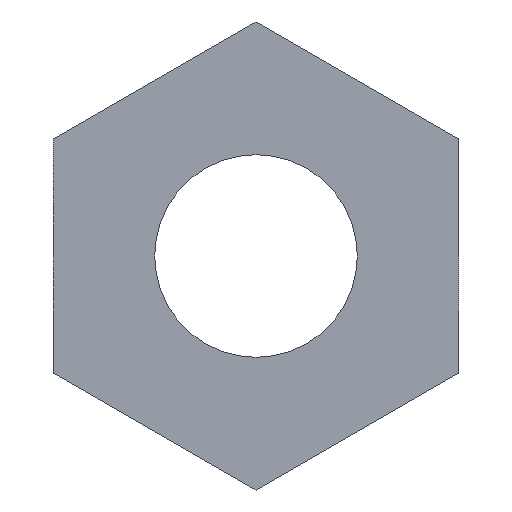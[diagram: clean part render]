
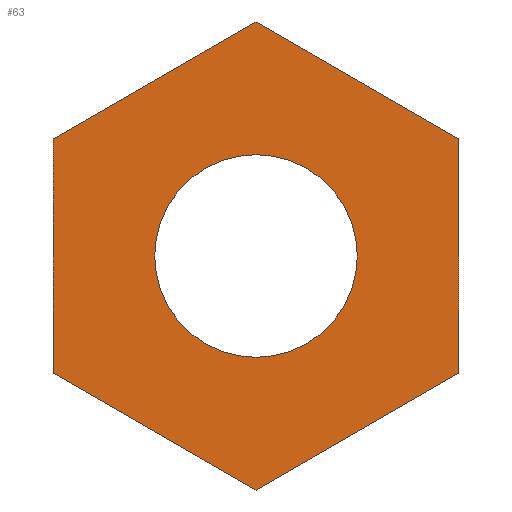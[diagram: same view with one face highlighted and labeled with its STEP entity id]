
A CAD part, front view. The second image highlights one B-rep face of the part: STEP entity #63.
In plain terms, the highlighted planar face has unit normal (0, -1, 0).
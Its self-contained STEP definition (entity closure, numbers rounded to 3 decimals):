
#1 = VERTEX_POINT ( 'NONE', #257 ) ;
#4 = LINE ( 'NONE', #6, #256 ) ;
#5 = LINE ( 'NONE', #322, #83 ) ;
#6 = CARTESIAN_POINT ( 'NONE',  ( -2., 0., 1.155 ) ) ;
#7 = EDGE_CURVE ( 'NONE', #137, #91, #261, .T. ) ;
#17 = LINE ( 'NONE', #301, #284 ) ;
#21 = VECTOR ( 'NONE', #103, 1000. ) ;
#22 = CARTESIAN_POINT ( 'NONE',  ( 2., 0., -1.155 ) ) ;
#23 = VECTOR ( 'NONE', #199, 1000. ) ;
#25 = EDGE_CURVE ( 'NONE', #302, #137, #125, .T. ) ;
#26 = DIRECTION ( 'NONE',  ( -0.866, 0., -0.5 ) ) ;
#30 = EDGE_CURVE ( 'NONE', #276, #77, #212, .T. ) ;
#50 = DIRECTION ( 'NONE',  ( 0., 0., 1. ) ) ;
#63 = ADVANCED_FACE ( 'NONE', ( #312, #287 ), #342, .F. ) ;
#67 = ORIENTED_EDGE ( 'NONE', *, *, #161, .T. ) ;
#77 = VERTEX_POINT ( 'NONE', #237 ) ;
#83 = VECTOR ( 'NONE', #271, 1000. ) ;
#84 = LINE ( 'NONE', #185, #21 ) ;
#87 = CARTESIAN_POINT ( 'NONE',  ( -2., 0., 1.155 ) ) ;
#88 = EDGE_CURVE ( 'NONE', #304, #148, #4, .T. ) ;
#90 = DIRECTION ( 'NONE',  ( 0., 0., 1. ) ) ;
#91 = VERTEX_POINT ( 'NONE', #105 ) ;
#95 = CARTESIAN_POINT ( 'NONE',  ( 2., 0., 1.155 ) ) ;
#99 = ORIENTED_EDGE ( 'NONE', *, *, #269, .F. ) ;
#103 = DIRECTION ( 'NONE',  ( 0.866, 0., -0.5 ) ) ;
#105 = CARTESIAN_POINT ( 'NONE',  ( 0., 0., -2.309 ) ) ;
#106 = DIRECTION ( 'NONE',  ( 0.866, 0., 0.5 ) ) ;
#108 = CARTESIAN_POINT ( 'NONE',  ( 0., 0., 1. ) ) ;
#112 = CIRCLE ( 'NONE', #294, 1. ) ;
#118 = ORIENTED_EDGE ( 'NONE', *, *, #30, .T. ) ;
#124 = EDGE_CURVE ( 'NONE', #148, #302, #84, .T. ) ;
#125 = LINE ( 'NONE', #95, #23 ) ;
#131 = EDGE_CURVE ( 'NONE', #91, #1, #5, .T. ) ;
#133 = CARTESIAN_POINT ( 'NONE',  ( 0., 0., 0. ) ) ;
#137 = VERTEX_POINT ( 'NONE', #265 ) ;
#148 = VERTEX_POINT ( 'NONE', #319 ) ;
#153 = AXIS2_PLACEMENT_3D ( 'NONE', #160, #179, #239 ) ;
#159 = DIRECTION ( 'NONE',  ( 0., 0., 1. ) ) ;
#160 = CARTESIAN_POINT ( 'NONE',  ( 0., 0., 0. ) ) ;
#161 = EDGE_CURVE ( 'NONE', #77, #276, #112, .T. ) ;
#170 = ORIENTED_EDGE ( 'NONE', *, *, #25, .F. ) ;
#179 = DIRECTION ( 'NONE',  ( 0., 1., 0. ) ) ;
#185 = CARTESIAN_POINT ( 'NONE',  ( 0., 0., 2.309 ) ) ;
#190 = ORIENTED_EDGE ( 'NONE', *, *, #7, .F. ) ;
#194 = EDGE_LOOP ( 'NONE', ( #341, #255, #99, #250, #190, #170 ) ) ;
#199 = DIRECTION ( 'NONE',  ( 0., 0., -1. ) ) ;
#212 = CIRCLE ( 'NONE', #259, 1. ) ;
#216 = DIRECTION ( 'NONE',  ( 0., 1., 0. ) ) ;
#222 = CARTESIAN_POINT ( 'NONE',  ( 2., 0., 1.155 ) ) ;
#233 = CARTESIAN_POINT ( 'NONE',  ( 0., 0., 0. ) ) ;
#237 = CARTESIAN_POINT ( 'NONE',  ( 0., 0., -1. ) ) ;
#239 = DIRECTION ( 'NONE',  ( 0., 0., 1. ) ) ;
#250 = ORIENTED_EDGE ( 'NONE', *, *, #131, .F. ) ;
#255 = ORIENTED_EDGE ( 'NONE', *, *, #88, .F. ) ;
#256 = VECTOR ( 'NONE', #106, 1000. ) ;
#257 = CARTESIAN_POINT ( 'NONE',  ( -2., 0., -1.155 ) ) ;
#259 = AXIS2_PLACEMENT_3D ( 'NONE', #233, #288, #50 ) ;
#261 = LINE ( 'NONE', #22, #266 ) ;
#265 = CARTESIAN_POINT ( 'NONE',  ( 2., 0., -1.155 ) ) ;
#266 = VECTOR ( 'NONE', #26, 1000. ) ;
#269 = EDGE_CURVE ( 'NONE', #1, #304, #17, .T. ) ;
#271 = DIRECTION ( 'NONE',  ( -0.866, 0., 0.5 ) ) ;
#276 = VERTEX_POINT ( 'NONE', #108 ) ;
#284 = VECTOR ( 'NONE', #90, 1000. ) ;
#287 = FACE_BOUND ( 'NONE', #308, .T. ) ;
#288 = DIRECTION ( 'NONE',  ( 0., 1., 0. ) ) ;
#294 = AXIS2_PLACEMENT_3D ( 'NONE', #133, #216, #159 ) ;
#301 = CARTESIAN_POINT ( 'NONE',  ( -2., 0., -1.155 ) ) ;
#302 = VERTEX_POINT ( 'NONE', #222 ) ;
#304 = VERTEX_POINT ( 'NONE', #87 ) ;
#308 = EDGE_LOOP ( 'NONE', ( #67, #118 ) ) ;
#312 = FACE_OUTER_BOUND ( 'NONE', #194, .T. ) ;
#319 = CARTESIAN_POINT ( 'NONE',  ( 0., 0., 2.309 ) ) ;
#322 = CARTESIAN_POINT ( 'NONE',  ( 0., 0., -2.309 ) ) ;
#341 = ORIENTED_EDGE ( 'NONE', *, *, #124, .F. ) ;
#342 = PLANE ( 'NONE',  #153 ) ;
